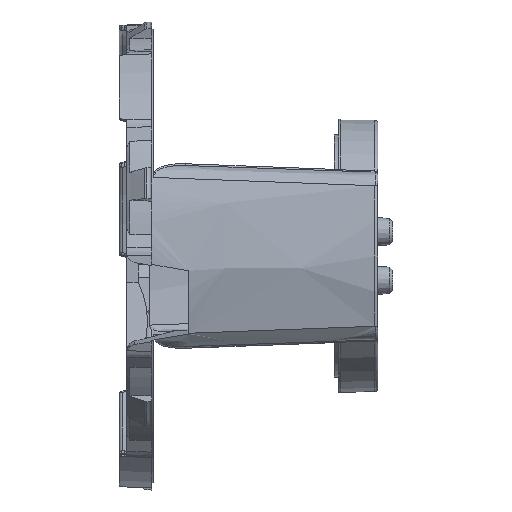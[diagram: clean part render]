
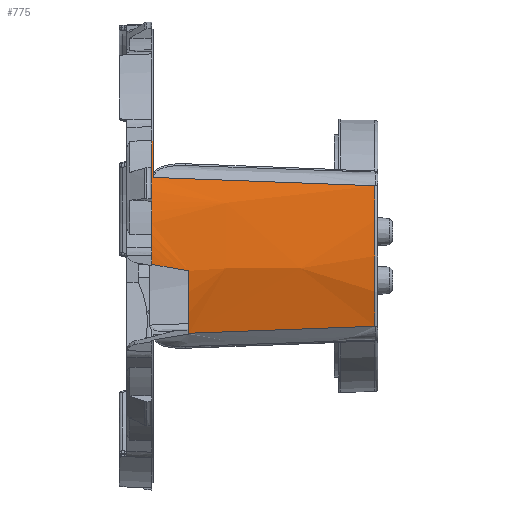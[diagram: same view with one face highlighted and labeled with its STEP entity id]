
A CAD part, left-side view. The second image highlights one B-rep face of the part: STEP entity #775.
In plain terms, the highlighted conical face has half-angle 1.5 degrees and reference radius 22.738 mm.
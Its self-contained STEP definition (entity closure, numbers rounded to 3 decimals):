
#775=ADVANCED_FACE('',(#2100),#2101,.T.);
#2100=FACE_OUTER_BOUND('',#4580,.T.);
#2101=CONICAL_SURFACE('',#4581,22.738,0.026);
#4580=EDGE_LOOP('',(#11574,#11575,#11576,#11577,#11578,#11579,#11580,#11581,#11582,#11583,#11584,#11585));
#4581=AXIS2_PLACEMENT_3D('',#11586,#11587,#11588);
#11574=ORIENTED_EDGE('',*,*,#17264,.T.);
#11575=ORIENTED_EDGE('',*,*,#17265,.T.);
#11576=ORIENTED_EDGE('',*,*,#17266,.T.);
#11577=ORIENTED_EDGE('',*,*,#17267,.T.);
#11578=ORIENTED_EDGE('',*,*,#17268,.T.);
#11579=ORIENTED_EDGE('',*,*,#17269,.T.);
#11580=ORIENTED_EDGE('',*,*,#17270,.T.);
#11581=ORIENTED_EDGE('',*,*,#17271,.T.);
#11582=ORIENTED_EDGE('',*,*,#17272,.T.);
#11583=ORIENTED_EDGE('',*,*,#17273,.F.);
#11584=ORIENTED_EDGE('',*,*,#17274,.T.);
#11585=ORIENTED_EDGE('',*,*,#17275,.F.);
#11586=CARTESIAN_POINT('',(0.,20.0,0.));
#11587=DIRECTION('',(0.,1.0,0.));
#11588=DIRECTION('',(0.58,0.,0.814));
#17264=EDGE_CURVE('',#19877,#19878,#19879,.T.);
#17265=EDGE_CURVE('',#19878,#19880,#19881,.T.);
#17266=EDGE_CURVE('',#19880,#19882,#19883,.T.);
#17267=EDGE_CURVE('',#19882,#19884,#19885,.T.);
#17268=EDGE_CURVE('',#19884,#19886,#19887,.T.);
#17269=EDGE_CURVE('',#19886,#19888,#19889,.T.);
#17270=EDGE_CURVE('',#19888,#19890,#19891,.T.);
#17271=EDGE_CURVE('',#19890,#19892,#19893,.T.);
#17272=EDGE_CURVE('',#19892,#19894,#19895,.T.);
#17273=EDGE_CURVE('',#19896,#19894,#19897,.T.);
#17274=EDGE_CURVE('',#19896,#19898,#19899,.T.);
#17275=EDGE_CURVE('',#19877,#19898,#19900,.T.);
#19877=VERTEX_POINT('',#24145);
#19878=VERTEX_POINT('',#24146);
#19879=B_SPLINE_CURVE_WITH_KNOTS('',3,(#24147,#24148,#24149,#24150,#24151,#24152,#24153,#24154,#24155,#24156),.UNSPECIFIED.,.F.,.F.,(4,3,3,4),(0.004,0.004,0.02,0.022),.UNSPECIFIED.);
#19880=VERTEX_POINT('',#24157);
#19881=CIRCLE('',#24158,22.151);
#19882=VERTEX_POINT('',#24159);
#19883=B_SPLINE_CURVE_WITH_KNOTS('',3,(#24160,#24161,#24162,#24163,#24164,#24165,#24166,#24167,#24168,#24169),.UNSPECIFIED.,.F.,.F.,(4,3,3,4),(0.,0.004,0.02,0.023),.UNSPECIFIED.);
#19884=VERTEX_POINT('',#24170);
#19885=B_SPLINE_CURVE_WITH_KNOTS('',3,(#24171,#24172,#24173,#24174,#24175,#24176,#24177),.UNSPECIFIED.,.F.,.F.,(4,1,1,1,4),(0.0,0.25,0.5,0.75,1.0),.UNSPECIFIED.);
#19886=VERTEX_POINT('',#24178);
#19887=CIRCLE('',#24179,22.734);
#19888=VERTEX_POINT('',#24180);
#19889=LINE('',#24181,#24182);
#19890=VERTEX_POINT('',#24183);
#19891=CIRCLE('',#24184,22.738);
#19892=VERTEX_POINT('',#24185);
#19893=CIRCLE('',#24186,22.738);
#19894=VERTEX_POINT('',#24187);
#19895=CIRCLE('',#24188,22.738);
#19896=VERTEX_POINT('',#24189);
#19897=CIRCLE('',#24190,22.738);
#19898=VERTEX_POINT('',#24191);
#19899=ELLIPSE('',#24192,130.486,22.407);
#19900=CIRCLE('',#24193,22.64);
#24145=CARTESIAN_POINT('',(-21.273,16.25,-7.746));
#24146=CARTESIAN_POINT('',(-21.001,-2.408,-7.047));
#24147=CARTESIAN_POINT('',(-21.273,16.25,-7.746));
#24148=CARTESIAN_POINT('',(-21.272,16.118,-7.742));
#24149=CARTESIAN_POINT('',(-21.27,15.986,-7.737));
#24150=CARTESIAN_POINT('',(-21.268,15.855,-7.732));
#24151=CARTESIAN_POINT('',(-21.192,10.525,-7.532));
#24152=CARTESIAN_POINT('',(-21.114,5.196,-7.332));
#24153=CARTESIAN_POINT('',(-21.035,-0.133,-7.132));
#24154=CARTESIAN_POINT('',(-21.023,-0.891,-7.104));
#24155=CARTESIAN_POINT('',(-21.012,-1.649,-7.075));
#24156=CARTESIAN_POINT('',(-21.001,-2.408,-7.047));
#24157=CARTESIAN_POINT('',(-21.001,-2.408,7.047));
#24158=AXIS2_PLACEMENT_3D('',#28921,#28922,#28923);
#24159=CARTESIAN_POINT('',(-21.324,19.789,7.879));
#24160=CARTESIAN_POINT('',(-21.001,-2.408,7.047));
#24161=CARTESIAN_POINT('',(-21.019,-1.173,7.093));
#24162=CARTESIAN_POINT('',(-21.038,0.062,7.14));
#24163=CARTESIAN_POINT('',(-21.056,1.297,7.186));
#24164=CARTESIAN_POINT('',(-21.135,6.626,7.386));
#24165=CARTESIAN_POINT('',(-21.212,11.955,7.586));
#24166=CARTESIAN_POINT('',(-21.288,17.284,7.785));
#24167=CARTESIAN_POINT('',(-21.3,18.119,7.816));
#24168=CARTESIAN_POINT('',(-21.312,18.954,7.848));
#24169=CARTESIAN_POINT('',(-21.324,19.789,7.879));
#24170=CARTESIAN_POINT('',(-21.201,19.851,8.207));
#24171=CARTESIAN_POINT('',(-21.324,19.789,7.879));
#24172=CARTESIAN_POINT('',(-21.314,19.798,7.905));
#24173=CARTESIAN_POINT('',(-21.295,19.817,7.959));
#24174=CARTESIAN_POINT('',(-21.264,19.837,8.041));
#24175=CARTESIAN_POINT('',(-21.233,19.849,8.124));
#24176=CARTESIAN_POINT('',(-21.212,19.851,8.179));
#24177=CARTESIAN_POINT('',(-21.201,19.851,8.207));
#24178=CARTESIAN_POINT('',(-19.582,19.851,11.55));
#24179=AXIS2_PLACEMENT_3D('',#28924,#28925,#28926);
#24180=CARTESIAN_POINT('',(-19.585,20.0,11.552));
#24181=CARTESIAN_POINT('',(-19.585,20.0,11.552));
#24182=VECTOR('',#28927,1.0);
#24183=CARTESIAN_POINT('',(-21.082,20.0,8.518));
#24184=AXIS2_PLACEMENT_3D('',#28928,#28929,#28930);
#24185=CARTESIAN_POINT('',(-22.063,20.0,5.501));
#24186=AXIS2_PLACEMENT_3D('',#28931,#28932,#28933);
#24187=CARTESIAN_POINT('',(-22.635,20.0,2.166));
#24188=AXIS2_PLACEMENT_3D('',#28934,#28935,#28936);
#24189=CARTESIAN_POINT('',(-22.723,20.0,-0.843));
#24190=AXIS2_PLACEMENT_3D('',#28937,#28938,#28939);
#24191=CARTESIAN_POINT('',(-22.591,16.25,-1.491));
#24192=AXIS2_PLACEMENT_3D('',#28940,#28941,#28942);
#24193=AXIS2_PLACEMENT_3D('',#28943,#28944,#28945);
#28921=CARTESIAN_POINT('',(0.,-2.408,0.));
#28922=DIRECTION('',(0.0,1.0,0.));
#28923=DIRECTION('',(0.0,0.,1.0));
#28924=CARTESIAN_POINT('',(0.,19.851,0.));
#28925=DIRECTION('',(0.,1.0,0.));
#28926=DIRECTION('',(0.0,0.,-1.0));
#28927=DIRECTION('',(-0.023,1.,0.013));
#28928=CARTESIAN_POINT('',(0.,20.0,0.));
#28929=DIRECTION('',(0.,-1.0,0.));
#28930=DIRECTION('',(-0.309,0.,-0.951));
#28931=CARTESIAN_POINT('',(0.,20.0,0.));
#28932=DIRECTION('',(0.,-1.0,0.));
#28933=DIRECTION('',(0.0,0.,-1.0));
#28934=CARTESIAN_POINT('',(0.,20.,0.));
#28935=DIRECTION('',(0.0,-1.0,0.));
#28936=DIRECTION('',(0.0,0.,1.0));
#28937=CARTESIAN_POINT('',(0.,20.0,0.));
#28938=DIRECTION('',(-0.0,1.0,0.0));
#28939=DIRECTION('',(0.58,0.0,0.814));
#28940=CARTESIAN_POINT('',(-0.7,16.965,3.291));
#28941=DIRECTION('',(-0.205,-0.174,0.963));
#28942=DIRECTION('',(-0.036,0.985,0.17));
#28943=CARTESIAN_POINT('',(0.,16.25,0.));
#28944=DIRECTION('',(0.,1.0,0.));
#28945=DIRECTION('',(-1.0,0.,0.0));
